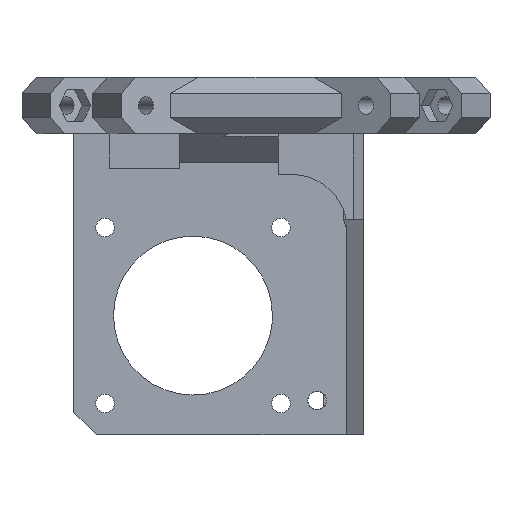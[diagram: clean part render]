
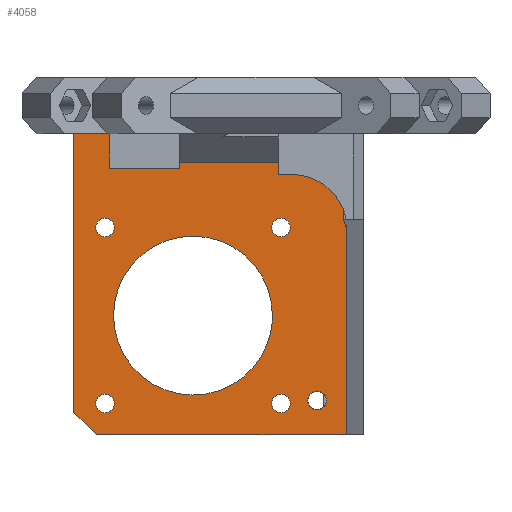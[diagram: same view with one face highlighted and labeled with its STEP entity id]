
A CAD part, front view. The second image highlights one B-rep face of the part: STEP entity #4058.
In plain terms, the highlighted planar face has unit normal (0, -1, 0).
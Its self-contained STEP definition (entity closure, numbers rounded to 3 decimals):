
#39=FACE_BOUND('',#594,.T.);
#40=FACE_BOUND('',#595,.T.);
#41=FACE_BOUND('',#596,.T.);
#42=FACE_BOUND('',#597,.T.);
#43=FACE_BOUND('',#598,.T.);
#44=FACE_BOUND('',#599,.T.);
#180=PLANE('',#4331);
#375=FACE_OUTER_BOUND('',#593,.T.);
#593=EDGE_LOOP('',(#3578,#3579,#3580,#3581,#3582,#3583,#3584,#3585,#3586,
#3587,#3588));
#594=EDGE_LOOP('',(#3589));
#595=EDGE_LOOP('',(#3590));
#596=EDGE_LOOP('',(#3591,#3592));
#597=EDGE_LOOP('',(#3593));
#598=EDGE_LOOP('',(#3594));
#599=EDGE_LOOP('',(#3595));
#900=LINE('',#6009,#1410);
#1094=LINE('',#6423,#1604);
#1100=LINE('',#6436,#1610);
#1102=LINE('',#6441,#1612);
#1104=LINE('',#6444,#1614);
#1105=LINE('',#6447,#1615);
#1106=LINE('',#6449,#1616);
#1107=LINE('',#6451,#1617);
#1108=LINE('',#6453,#1618);
#1109=LINE('',#6455,#1619);
#1110=LINE('',#6456,#1620);
#1410=VECTOR('',#4847,10.);
#1604=VECTOR('',#5227,10.);
#1610=VECTOR('',#5241,10.);
#1612=VECTOR('',#5245,10.);
#1614=VECTOR('',#5249,10.);
#1615=VECTOR('',#5252,10.);
#1616=VECTOR('',#5253,10.);
#1617=VECTOR('',#5254,10.);
#1618=VECTOR('',#5255,10.);
#1619=VECTOR('',#5256,10.);
#1620=VECTOR('',#5257,10.);
#1709=CIRCLE('',#4167,1.625);
#1744=CIRCLE('',#4332,1.625);
#1745=CIRCLE('',#4333,14.);
#1746=CIRCLE('',#4334,14.);
#1747=CIRCLE('',#4335,1.625);
#1748=CIRCLE('',#4336,1.625);
#1749=CIRCLE('',#4337,1.625);
#1850=VERTEX_POINT('',#5671);
#1968=VERTEX_POINT('',#6006);
#1969=VERTEX_POINT('',#6008);
#2096=VERTEX_POINT('',#6421);
#2099=VERTEX_POINT('',#6434);
#2100=VERTEX_POINT('',#6438);
#2101=VERTEX_POINT('',#6440);
#2102=VERTEX_POINT('',#6446);
#2103=VERTEX_POINT('',#6448);
#2104=VERTEX_POINT('',#6450);
#2105=VERTEX_POINT('',#6452);
#2106=VERTEX_POINT('',#6454);
#2107=VERTEX_POINT('',#6457);
#2108=VERTEX_POINT('',#6459);
#2109=VERTEX_POINT('',#6460);
#2110=VERTEX_POINT('',#6463);
#2111=VERTEX_POINT('',#6465);
#2112=VERTEX_POINT('',#6467);
#2243=EDGE_CURVE('',#1850,#1850,#1709,.T.);
#2416=EDGE_CURVE('',#1968,#1969,#900,.T.);
#2626=EDGE_CURVE('',#2096,#1968,#1094,.T.);
#2632=EDGE_CURVE('',#2096,#2099,#1100,.T.);
#2634=EDGE_CURVE('',#2101,#2100,#1102,.T.);
#2636=EDGE_CURVE('',#2099,#2101,#1104,.T.);
#2637=EDGE_CURVE('',#2102,#2100,#1105,.F.);
#2638=EDGE_CURVE('',#2102,#2103,#1106,.T.);
#2639=EDGE_CURVE('',#2103,#2104,#1107,.T.);
#2640=EDGE_CURVE('',#2105,#2104,#1108,.T.);
#2641=EDGE_CURVE('',#2106,#2105,#1109,.T.);
#2642=EDGE_CURVE('',#1969,#2106,#1110,.T.);
#2643=EDGE_CURVE('',#2107,#2107,#1744,.T.);
#2644=EDGE_CURVE('',#2108,#2109,#1745,.T.);
#2645=EDGE_CURVE('',#2109,#2108,#1746,.T.);
#2646=EDGE_CURVE('',#2110,#2110,#1747,.T.);
#2647=EDGE_CURVE('',#2111,#2111,#1748,.T.);
#2648=EDGE_CURVE('',#2112,#2112,#1749,.T.);
#3578=ORIENTED_EDGE('',*,*,#2626,.F.);
#3579=ORIENTED_EDGE('',*,*,#2632,.T.);
#3580=ORIENTED_EDGE('',*,*,#2636,.T.);
#3581=ORIENTED_EDGE('',*,*,#2634,.T.);
#3582=ORIENTED_EDGE('',*,*,#2637,.F.);
#3583=ORIENTED_EDGE('',*,*,#2638,.T.);
#3584=ORIENTED_EDGE('',*,*,#2639,.T.);
#3585=ORIENTED_EDGE('',*,*,#2640,.F.);
#3586=ORIENTED_EDGE('',*,*,#2641,.F.);
#3587=ORIENTED_EDGE('',*,*,#2642,.F.);
#3588=ORIENTED_EDGE('',*,*,#2416,.F.);
#3589=ORIENTED_EDGE('',*,*,#2243,.T.);
#3590=ORIENTED_EDGE('',*,*,#2643,.F.);
#3591=ORIENTED_EDGE('',*,*,#2644,.F.);
#3592=ORIENTED_EDGE('',*,*,#2645,.F.);
#3593=ORIENTED_EDGE('',*,*,#2646,.F.);
#3594=ORIENTED_EDGE('',*,*,#2647,.F.);
#3595=ORIENTED_EDGE('',*,*,#2648,.F.);
#4058=ADVANCED_FACE('',(#375,#39,#40,#41,#42,#43,#44),#180,.F.);
#4167=AXIS2_PLACEMENT_3D('',#5672,#4564,#4565);
#4331=AXIS2_PLACEMENT_3D('',#6445,#5250,#5251);
#4332=AXIS2_PLACEMENT_3D('',#6458,#5258,#5259);
#4333=AXIS2_PLACEMENT_3D('',#6461,#5260,#5261);
#4334=AXIS2_PLACEMENT_3D('',#6462,#5262,#5263);
#4335=AXIS2_PLACEMENT_3D('',#6464,#5264,#5265);
#4336=AXIS2_PLACEMENT_3D('',#6466,#5266,#5267);
#4337=AXIS2_PLACEMENT_3D('',#6468,#5268,#5269);
#4564=DIRECTION('center_axis',(0.,1.,0.));
#4565=DIRECTION('ref_axis',(-1.,0.,0.));
#4847=DIRECTION('',(0.,0.,-1.));
#5227=DIRECTION('',(1.,0.,0.));
#5241=DIRECTION('',(0.,0.,-1.));
#5245=DIRECTION('',(0.,0.,1.));
#5249=DIRECTION('',(-1.,0.,0.));
#5250=DIRECTION('center_axis',(0.,1.,0.));
#5251=DIRECTION('ref_axis',(-1.,0.,0.));
#5252=DIRECTION('',(-0.756,0.,0.655));
#5253=DIRECTION('',(0.,0.,-1.));
#5254=DIRECTION('',(-1.,0.,0.));
#5255=DIRECTION('',(0.,0.,1.));
#5256=DIRECTION('',(-0.707,0.,0.707));
#5257=DIRECTION('',(-1.,0.,0.));
#5258=DIRECTION('center_axis',(0.,-1.,0.));
#5259=DIRECTION('ref_axis',(-1.,0.,0.));
#5260=DIRECTION('center_axis',(0.,-1.,0.));
#5261=DIRECTION('ref_axis',(-1.,0.,0.));
#5262=DIRECTION('center_axis',(0.,-1.,0.));
#5263=DIRECTION('ref_axis',(-1.,0.,0.));
#5264=DIRECTION('center_axis',(0.,-1.,0.));
#5265=DIRECTION('ref_axis',(-1.,0.,0.));
#5266=DIRECTION('center_axis',(0.,-1.,0.));
#5267=DIRECTION('ref_axis',(-1.,0.,0.));
#5268=DIRECTION('center_axis',(0.,-1.,0.));
#5269=DIRECTION('ref_axis',(-1.,0.,0.));
#5671=CARTESIAN_POINT('',(12.381,13.5,-22.921));
#5672=CARTESIAN_POINT('Origin',(10.756,13.5,-22.921));
#6006=CARTESIAN_POINT('',(15.9,13.5,19.029));
#6008=CARTESIAN_POINT('',(15.9,13.5,-28.971));
#6009=CARTESIAN_POINT('',(15.9,13.5,24.029));
#6421=CARTESIAN_POINT('',(-13.522,13.5,19.029));
#6423=CARTESIAN_POINT('',(-4.05,13.5,19.029));
#6434=CARTESIAN_POINT('',(-13.522,13.5,18.029));
#6436=CARTESIAN_POINT('',(-13.522,13.5,10.779));
#6438=CARTESIAN_POINT('',(-22.292,13.5,24.029));
#6440=CARTESIAN_POINT('',(-22.292,13.5,18.029));
#6441=CARTESIAN_POINT('',(-22.292,13.5,10.779));
#6444=CARTESIAN_POINT('',(-13.869,13.5,18.029));
#6445=CARTESIAN_POINT('Origin',(-8.1,13.5,-2.471));
#6446=CARTESIAN_POINT('',(-25.583,13.5,26.879));
#6447=CARTESIAN_POINT('',(-11.276,13.5,14.489));
#6448=CARTESIAN_POINT('',(-25.583,13.5,24.029));
#6449=CARTESIAN_POINT('',(-25.583,13.5,10.779));
#6450=CARTESIAN_POINT('',(-32.1,13.5,24.029));
#6451=CARTESIAN_POINT('',(15.9,13.5,24.029));
#6452=CARTESIAN_POINT('',(-32.1,13.5,-24.971));
#6453=CARTESIAN_POINT('',(-32.1,13.5,-24.971));
#6454=CARTESIAN_POINT('',(-28.1,13.5,-28.971));
#6455=CARTESIAN_POINT('',(-28.1,13.5,-28.971));
#6456=CARTESIAN_POINT('',(5.9,13.5,-28.971));
#6457=CARTESIAN_POINT('',(-24.975,13.5,7.529));
#6458=CARTESIAN_POINT('Origin',(-26.6,13.5,7.529));
#6459=CARTESIAN_POINT('',(1.985,13.5,-12.948));
#6460=CARTESIAN_POINT('',(2.9,13.5,-7.971));
#6461=CARTESIAN_POINT('Origin',(-11.1,13.5,-7.971));
#6462=CARTESIAN_POINT('Origin',(-11.1,13.5,-7.971));
#6463=CARTESIAN_POINT('',(-24.975,13.5,-23.471));
#6464=CARTESIAN_POINT('Origin',(-26.6,13.5,-23.471));
#6465=CARTESIAN_POINT('',(6.025,13.5,7.529));
#6466=CARTESIAN_POINT('Origin',(4.4,13.5,7.529));
#6467=CARTESIAN_POINT('',(6.025,13.5,-23.471));
#6468=CARTESIAN_POINT('Origin',(4.4,13.5,-23.471));
